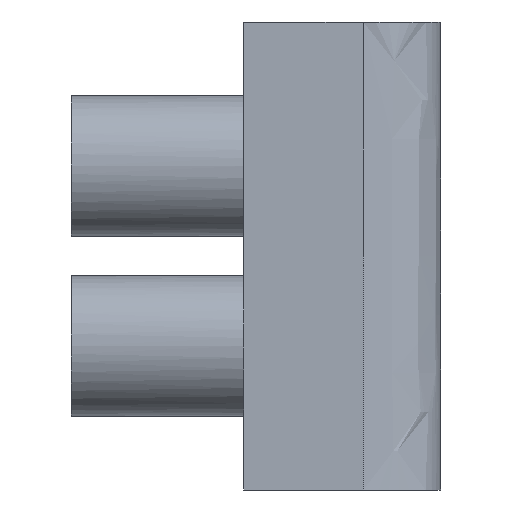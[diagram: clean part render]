
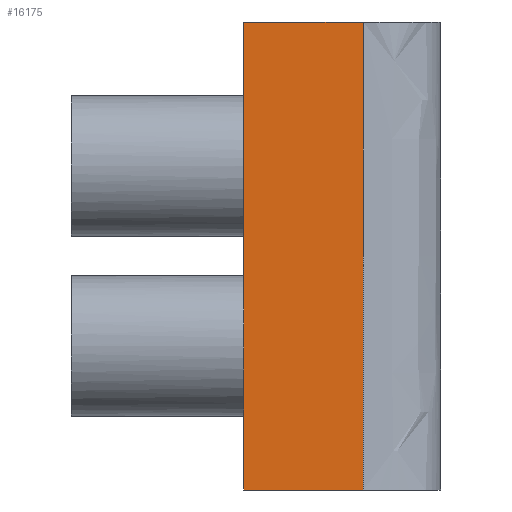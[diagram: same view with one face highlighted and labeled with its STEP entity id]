
A CAD part, left-side view. The second image highlights one B-rep face of the part: STEP entity #16175.
In plain terms, the highlighted free-form (B-spline) face has degree [1, 1] with [2, 2] control points.
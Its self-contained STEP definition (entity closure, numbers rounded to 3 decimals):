
#13852 = VERTEX_POINT('',#13853);
#13853 = CARTESIAN_POINT('',(-2.674,4.117,
    -8.064));
#13858 = EDGE_CURVE('',#13852,#13859,#13861,.T.);
#13859 = VERTEX_POINT('',#13860);
#13860 = CARTESIAN_POINT('',(-2.674,4.117,
    8.064));
#13861 = B_SPLINE_CURVE_WITH_KNOTS('',1,(#13862,#13863),.UNSPECIFIED.,
  .F.,.F.,(2,2),(-9.5,9.5),.PIECEWISE_BEZIER_KNOTS.);
#13862 = CARTESIAN_POINT('',(-2.674,4.117,
    -8.064));
#13863 = CARTESIAN_POINT('',(-2.674,4.117,
    8.064));
#16115 = VERTEX_POINT('',#16116);
#16116 = CARTESIAN_POINT('',(-2.674,0.,-8.064));
#16124 = EDGE_CURVE('',#16115,#13852,#16125,.T.);
#16125 = B_SPLINE_CURVE_WITH_KNOTS('',1,(#16126,#16127),.UNSPECIFIED.,
  .F.,.F.,(2,2),(-4.85,0.),.PIECEWISE_BEZIER_KNOTS.);
#16126 = CARTESIAN_POINT('',(-2.674,0.,-8.064));
#16127 = CARTESIAN_POINT('',(-2.674,4.117,
    -8.064));
#16147 = VERTEX_POINT('',#16148);
#16148 = CARTESIAN_POINT('',(-2.674,0.,8.064));
#16156 = EDGE_CURVE('',#16115,#16147,#16157,.T.);
#16157 = B_SPLINE_CURVE_WITH_KNOTS('',1,(#16158,#16159),.UNSPECIFIED.,
  .F.,.F.,(2,2),(-9.5,9.5),.PIECEWISE_BEZIER_KNOTS.);
#16158 = CARTESIAN_POINT('',(-2.674,0.,-8.064));
#16159 = CARTESIAN_POINT('',(-2.674,0.,8.064));
#16175 = ADVANCED_FACE('',(#16176),#16186,.T.);
#16176 = FACE_BOUND('',#16177,.T.);
#16177 = EDGE_LOOP('',(#16178,#16179,#16184,#16185));
#16178 = ORIENTED_EDGE('',*,*,#16156,.T.);
#16179 = ORIENTED_EDGE('',*,*,#16180,.F.);
#16180 = EDGE_CURVE('',#13859,#16147,#16181,.T.);
#16181 = B_SPLINE_CURVE_WITH_KNOTS('',1,(#16182,#16183),.UNSPECIFIED.,
  .F.,.F.,(2,2),(0.,4.85),.PIECEWISE_BEZIER_KNOTS.);
#16182 = CARTESIAN_POINT('',(-2.674,4.117,
    8.064));
#16183 = CARTESIAN_POINT('',(-2.674,0.,8.064));
#16184 = ORIENTED_EDGE('',*,*,#13858,.F.);
#16185 = ORIENTED_EDGE('',*,*,#16124,.F.);
#16186 = B_SPLINE_SURFACE_WITH_KNOTS('',1,1,(
    (#16187,#16188)
    ,(#16189,#16190
    )),.UNSPECIFIED.,.F.,.F.,.F.,(2,2),(2,2),(0.,4.85),(-9.5,9.5),
  .PIECEWISE_BEZIER_KNOTS.);
#16187 = CARTESIAN_POINT('',(-2.674,4.117,
    -8.064));
#16188 = CARTESIAN_POINT('',(-2.674,4.117,
    8.064));
#16189 = CARTESIAN_POINT('',(-2.674,0.,-8.064));
#16190 = CARTESIAN_POINT('',(-2.674,0.,8.064));
